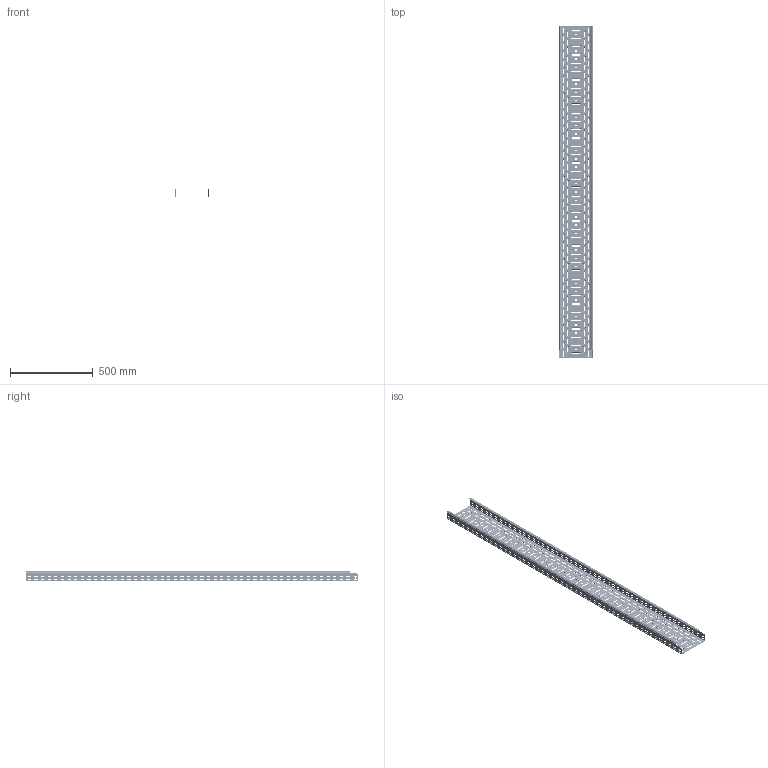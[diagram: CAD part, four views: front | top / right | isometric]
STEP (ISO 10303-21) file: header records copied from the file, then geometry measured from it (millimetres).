
FILE_DESCRIPTION(/* description */ (''),/* implementation_level */ '2;1');
FILE_NAME(/* name */ 'KGL_KGOL200H60_2.stp',/* time_stamp */ '2020-03-25T07:21:05+01:00',/* author */ ('stanislaw.luczak'),/* organization */ (''),/* preprocessor_version */ 'ST-DEVELOPER v18',/* originating_system */ 'Autodesk Inventor 2020',/* authorisation */ '');
FILE_SCHEMA (('AUTOMOTIVE_DESIGN { 1 0 10303 214 3 1 1 }'));
Products named in the file (1): KGL_KGOL200H60_2
Bounding box: 201.4 x 2000 x 61.53 mm (x, y, z)
Volume: 431198.8 mm3; surface area: 1255297.3 mm2
Topology: 1 solids, 1 shells, 8147 faces, 19605 edges, 11978 vertices
Faces by surface type: plane 2916, cylinder 2815, torus 1592, cone 792, bspline 32
Full cylindrical faces by diameter (mm): 11 x29
Entity records: 239430 total; most frequent: DIRECTION 44591, CARTESIAN_POINT 41381, ORIENTED_EDGE 39210, EDGE_CURVE 19605, AXIS2_PLACEMENT_3D 16916, VERTEX_POINT 11978, LINE 10759, VECTOR 10759
